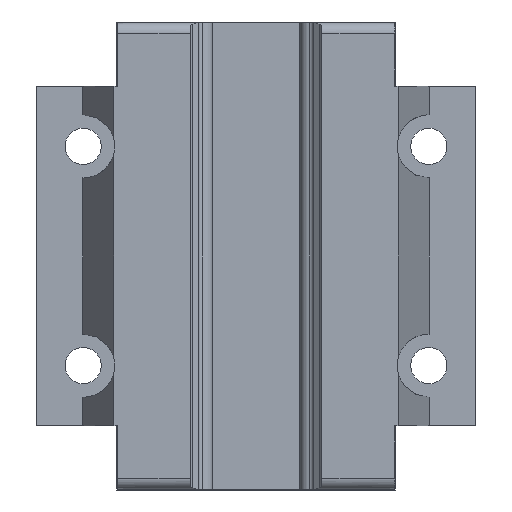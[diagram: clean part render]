
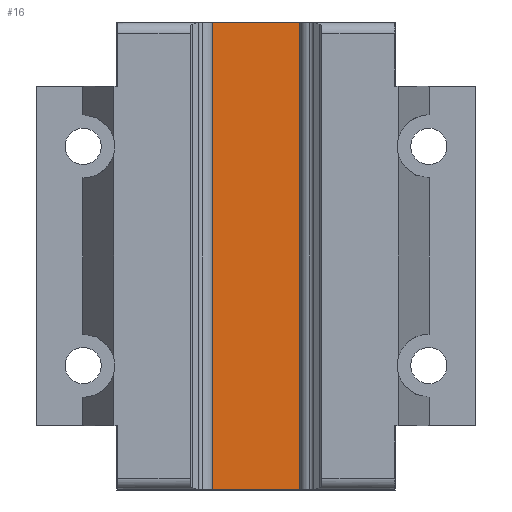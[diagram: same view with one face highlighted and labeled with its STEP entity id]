
A CAD part, front view. The second image highlights one B-rep face of the part: STEP entity #16.
In plain terms, the highlighted planar face has unit normal (0, -1, 0).
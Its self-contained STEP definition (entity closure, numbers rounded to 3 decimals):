
#16 = ADVANCED_FACE ( 'NONE', ( #3120 ), #15494, .F. ) ;
#184 = ORIENTED_EDGE ( 'NONE', *, *, #2762, .T. ) ;
#185 = ORIENTED_EDGE ( 'NONE', *, *, #1281, .T. ) ;
#186 = ORIENTED_EDGE ( 'NONE', *, *, #2761, .F. ) ;
#187 = ORIENTED_EDGE ( 'NONE', *, *, #1170, .F. ) ;
#770 = EDGE_LOOP ( 'NONE', ( #184, #185, #186, #187 ) ) ;
#1170 = EDGE_CURVE ( 'NONE', #15107, #15108, #4429, .T. ) ;
#1281 = EDGE_CURVE ( 'NONE', #15213, #15212, #10918, .T. ) ;
#2761 = EDGE_CURVE ( 'NONE', #15108, #15212, #14514, .T. ) ;
#2762 = EDGE_CURVE ( 'NONE', #15107, #15213, #14516, .T. ) ;
#2796 = AXIS2_PLACEMENT_3D ( 'NONE', #15497, #3284, #3285 ) ;
#3120 = FACE_OUTER_BOUND ( 'NONE', #770, .T. ) ;
#3284 = DIRECTION ( 'NONE',  ( 0., 1., 0. ) ) ;
#3285 = DIRECTION ( 'NONE',  ( 0., 0., 1. ) ) ;
#4429 = LINE ( 'NONE', #9607, #4430 ) ;
#4430 = VECTOR ( 'NONE', #9608, 1000. ) ;
#9607 = CARTESIAN_POINT ( 'NONE',  ( -16.5, -8.7, -27.65 ) ) ;
#9608 = DIRECTION ( 'NONE',  ( -1., 0., 0. ) ) ;
#10319 = CARTESIAN_POINT ( 'NONE',  ( 5.38, -8.7, 27.65 ) ) ;
#10322 = DIRECTION ( 'NONE',  ( -1., 0., 0. ) ) ;
#10918 = LINE ( 'NONE', #10319, #10944 ) ;
#10944 = VECTOR ( 'NONE', #10322, 1000. ) ;
#13522 = CARTESIAN_POINT ( 'NONE',  ( -5.38, -8.7, -27.75 ) ) ;
#13523 = DIRECTION ( 'NONE',  ( 0., 0., 1. ) ) ;
#13524 = CARTESIAN_POINT ( 'NONE',  ( 5.38, -8.7, -27.75 ) ) ;
#13525 = DIRECTION ( 'NONE',  ( 0., 0., 1. ) ) ;
#13778 = CARTESIAN_POINT ( 'NONE',  ( 5.38, -8.7, -27.65 ) ) ;
#13779 = CARTESIAN_POINT ( 'NONE',  ( -5.38, -8.7, -27.65 ) ) ;
#13883 = CARTESIAN_POINT ( 'NONE',  ( -5.38, -8.7, 27.65 ) ) ;
#13884 = CARTESIAN_POINT ( 'NONE',  ( 5.38, -8.7, 27.65 ) ) ;
#14514 = LINE ( 'NONE', #13522, #14515 ) ;
#14515 = VECTOR ( 'NONE', #13523, 1000. ) ;
#14516 = LINE ( 'NONE', #13524, #14517 ) ;
#14517 = VECTOR ( 'NONE', #13525, 1000. ) ;
#15107 = VERTEX_POINT ( 'NONE', #13778 ) ;
#15108 = VERTEX_POINT ( 'NONE', #13779 ) ;
#15212 = VERTEX_POINT ( 'NONE', #13883 ) ;
#15213 = VERTEX_POINT ( 'NONE', #13884 ) ;
#15494 = PLANE ( 'NONE',  #2796 ) ;
#15497 = CARTESIAN_POINT ( 'NONE',  ( 5.38, -8.7, -27.75 ) ) ;
